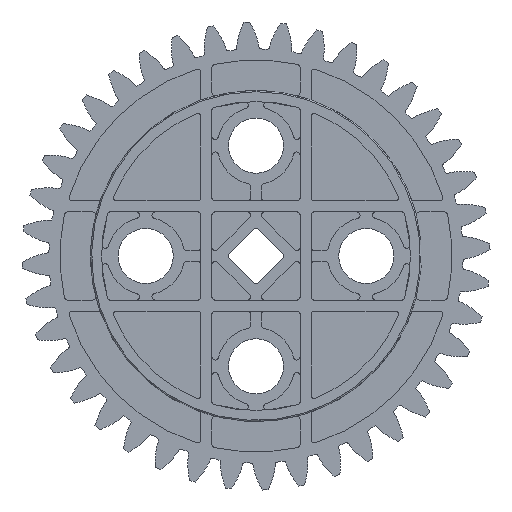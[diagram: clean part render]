
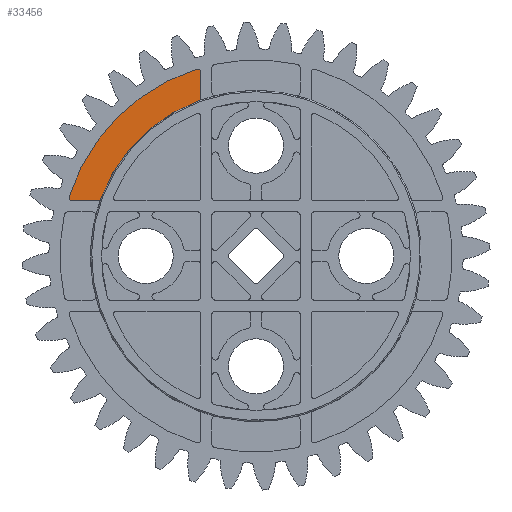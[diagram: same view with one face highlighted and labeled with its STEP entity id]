
A CAD part, front view. The second image highlights one B-rep face of the part: STEP entity #33456.
In plain terms, the highlighted planar face has unit normal (0, -1, 0).
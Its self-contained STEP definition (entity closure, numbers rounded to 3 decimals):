
#63=PLANE('',#35391);
#1562=LINE('',#47295,#5968);
#1593=LINE('',#47428,#5999);
#5968=VECTOR('',#37998,10.);
#5999=VECTOR('',#38153,10.);
#10630=FACE_OUTER_BOUND('',#12366,.T.);
#12366=EDGE_LOOP('',(#23655,#23656,#23657,#23658,#23659,#23660,#23661,#23662));
#14122=CIRCLE('',#35225,15.);
#14185=CIRCLE('',#35304,0.3);
#14209=CIRCLE('',#35344,0.3);
#14211=CIRCLE('',#35347,17.774);
#14222=CIRCLE('',#35366,0.3);
#14234=CIRCLE('',#35389,0.3);
#14860=VERTEX_POINT('',#47036);
#14861=VERTEX_POINT('',#47038);
#14971=VERTEX_POINT('',#47282);
#14972=VERTEX_POINT('',#47283);
#14976=VERTEX_POINT('',#47293);
#15005=VERTEX_POINT('',#47381);
#15006=VERTEX_POINT('',#47382);
#15015=VERTEX_POINT('',#47422);
#18260=EDGE_CURVE('',#14861,#14860,#14122,.T.);
#18378=EDGE_CURVE('',#14971,#14972,#14185,.T.);
#18384=EDGE_CURVE('',#14976,#14972,#1562,.T.);
#18427=EDGE_CURVE('',#15005,#15006,#14209,.T.);
#18431=EDGE_CURVE('',#14971,#15006,#14211,.T.);
#18449=EDGE_CURVE('',#14860,#15015,#14222,.T.);
#18452=EDGE_CURVE('',#15005,#15015,#1593,.T.);
#18472=EDGE_CURVE('',#14976,#14861,#14234,.T.);
#23655=ORIENTED_EDGE('',*,*,#18378,.T.);
#23656=ORIENTED_EDGE('',*,*,#18384,.F.);
#23657=ORIENTED_EDGE('',*,*,#18472,.T.);
#23658=ORIENTED_EDGE('',*,*,#18260,.T.);
#23659=ORIENTED_EDGE('',*,*,#18449,.T.);
#23660=ORIENTED_EDGE('',*,*,#18452,.F.);
#23661=ORIENTED_EDGE('',*,*,#18427,.T.);
#23662=ORIENTED_EDGE('',*,*,#18431,.F.);
#33456=ADVANCED_FACE('',(#10630),#63,.F.);
#35225=AXIS2_PLACEMENT_3D('',#47039,#37775,#37776);
#35304=AXIS2_PLACEMENT_3D('',#47284,#37988,#37989);
#35344=AXIS2_PLACEMENT_3D('',#47383,#38093,#38094);
#35347=AXIS2_PLACEMENT_3D('',#47390,#38101,#38102);
#35366=AXIS2_PLACEMENT_3D('',#47423,#38146,#38147);
#35389=AXIS2_PLACEMENT_3D('',#47464,#38203,#38204);
#35391=AXIS2_PLACEMENT_3D('',#47466,#38207,#38208);
#37775=DIRECTION('center_axis',(0.,1.,0.));
#37776=DIRECTION('ref_axis',(1.,0.,0.));
#37988=DIRECTION('center_axis',(0.,-1.,0.));
#37989=DIRECTION('ref_axis',(-0.807,0.,-0.59));
#37998=DIRECTION('',(-1.,0.,0.));
#38093=DIRECTION('center_axis',(0.,-1.,0.));
#38094=DIRECTION('ref_axis',(0.59,0.,0.807));
#38101=DIRECTION('center_axis',(0.,1.,0.));
#38102=DIRECTION('ref_axis',(0.974,0.,-0.225));
#38146=DIRECTION('center_axis',(0.,-1.,0.));
#38147=DIRECTION('ref_axis',(0.82,0.,-0.572));
#38153=DIRECTION('',(0.,0.,-1.));
#38203=DIRECTION('center_axis',(0.,-1.,0.));
#38204=DIRECTION('ref_axis',(0.572,0.,-0.82));
#38207=DIRECTION('center_axis',(0.,1.,0.));
#38208=DIRECTION('ref_axis',(0.,0.,
1.));
#47036=CARTESIAN_POINT('',(33.41,20.163,49.925));
#47038=CARTESIAN_POINT('',(24.535,20.163,41.05));
#47039=CARTESIAN_POINT('Origin',(38.606,20.163,35.854));
#47282=CARTESIAN_POINT('',(21.669,20.163,41.245));
#47283=CARTESIAN_POINT('',(21.955,20.163,40.854));
#47284=CARTESIAN_POINT('Origin',(21.955,20.163,41.154));
#47293=CARTESIAN_POINT('',(24.253,20.163,40.854));
#47295=CARTESIAN_POINT('',(24.564,20.163,40.854));
#47381=CARTESIAN_POINT('',(33.606,20.163,52.505));
#47382=CARTESIAN_POINT('',(33.215,20.163,52.791));
#47383=CARTESIAN_POINT('Origin',(33.306,20.163,52.505));
#47390=CARTESIAN_POINT('Origin',(38.606,20.163,35.854));
#47422=CARTESIAN_POINT('',(33.606,20.163,50.207));
#47423=CARTESIAN_POINT('Origin',(33.306,20.163,50.207));
#47428=CARTESIAN_POINT('',(33.606,20.163,48.439));
#47464=CARTESIAN_POINT('Origin',(24.253,20.163,41.154));
#47466=CARTESIAN_POINT('Origin',(27.578,20.163,46.882));
